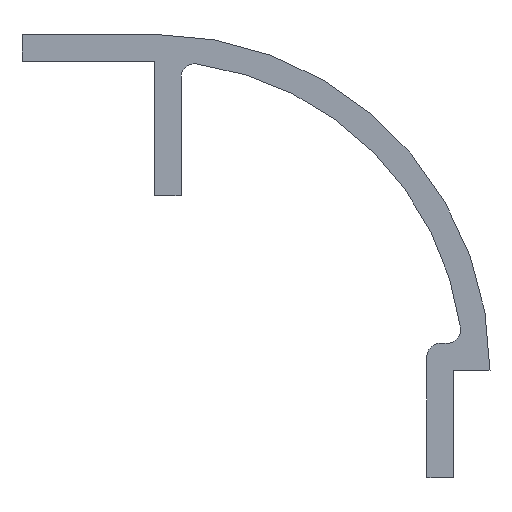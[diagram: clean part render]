
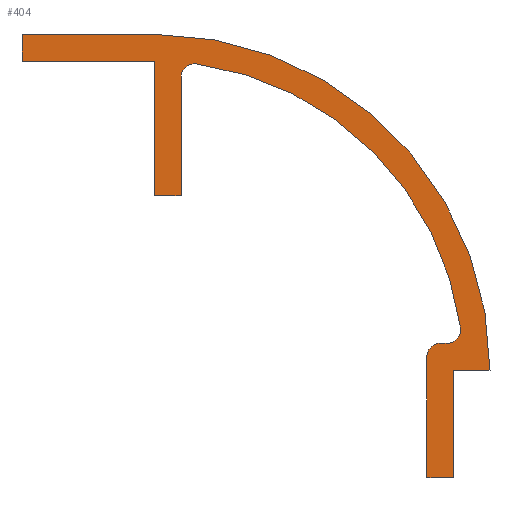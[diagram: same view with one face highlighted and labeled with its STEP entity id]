
A CAD part, front view. The second image highlights one B-rep face of the part: STEP entity #404.
In plain terms, the highlighted planar face has unit normal (0, -1, 0).
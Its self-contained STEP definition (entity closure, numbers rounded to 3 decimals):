
#31=PLANE('',#454);
#51=FACE_OUTER_BOUND('',#75,.T.);
#75=EDGE_LOOP('',(#362,#363,#364,#365,#366,#367,#368,#369,#370,#371,#372,
#373,#374,#375,#376,#377));
#90=LINE('',#623,#130);
#95=LINE('',#639,#135);
#97=LINE('',#643,#137);
#99=LINE('',#647,#139);
#101=LINE('',#651,#141);
#103=LINE('',#655,#143);
#105=LINE('',#659,#145);
#108=LINE('',#667,#148);
#110=LINE('',#671,#150);
#112=LINE('',#675,#152);
#114=LINE('',#679,#154);
#130=VECTOR('',#501,10.);
#135=VECTOR('',#520,10.);
#137=VECTOR('',#524,10.);
#139=VECTOR('',#528,10.);
#141=VECTOR('',#532,10.);
#143=VECTOR('',#536,10.);
#145=VECTOR('',#540,10.);
#148=VECTOR('',#549,10.);
#150=VECTOR('',#553,10.);
#152=VECTOR('',#557,10.);
#154=VECTOR('',#561,10.);
#167=CIRCLE('',#435,1.);
#168=CIRCLE('',#437,23.019);
#169=CIRCLE('',#439,1.);
#170=CIRCLE('',#447,25.);
#171=CIRCLE('',#453,1.);
#194=VERTEX_POINT('',#620);
#195=VERTEX_POINT('',#622);
#196=VERTEX_POINT('',#626);
#197=VERTEX_POINT('',#630);
#198=VERTEX_POINT('',#634);
#199=VERTEX_POINT('',#638);
#200=VERTEX_POINT('',#642);
#201=VERTEX_POINT('',#646);
#202=VERTEX_POINT('',#650);
#203=VERTEX_POINT('',#654);
#204=VERTEX_POINT('',#658);
#205=VERTEX_POINT('',#662);
#206=VERTEX_POINT('',#666);
#207=VERTEX_POINT('',#670);
#208=VERTEX_POINT('',#674);
#209=VERTEX_POINT('',#678);
#235=EDGE_CURVE('',#195,#194,#90,.T.);
#237=EDGE_CURVE('',#196,#195,#167,.T.);
#239=EDGE_CURVE('',#197,#196,#168,.T.);
#241=EDGE_CURVE('',#198,#197,#169,.T.);
#243=EDGE_CURVE('',#199,#198,#95,.T.);
#245=EDGE_CURVE('',#200,#199,#97,.T.);
#247=EDGE_CURVE('',#201,#200,#99,.T.);
#249=EDGE_CURVE('',#202,#201,#101,.T.);
#251=EDGE_CURVE('',#203,#202,#103,.T.);
#253=EDGE_CURVE('',#204,#203,#105,.T.);
#255=EDGE_CURVE('',#205,#204,#170,.T.);
#257=EDGE_CURVE('',#206,#205,#108,.T.);
#259=EDGE_CURVE('',#207,#206,#110,.T.);
#261=EDGE_CURVE('',#208,#207,#112,.T.);
#263=EDGE_CURVE('',#209,#208,#114,.T.);
#265=EDGE_CURVE('',#194,#209,#171,.T.);
#362=ORIENTED_EDGE('',*,*,#265,.T.);
#363=ORIENTED_EDGE('',*,*,#263,.T.);
#364=ORIENTED_EDGE('',*,*,#261,.T.);
#365=ORIENTED_EDGE('',*,*,#259,.T.);
#366=ORIENTED_EDGE('',*,*,#257,.T.);
#367=ORIENTED_EDGE('',*,*,#255,.T.);
#368=ORIENTED_EDGE('',*,*,#253,.T.);
#369=ORIENTED_EDGE('',*,*,#251,.T.);
#370=ORIENTED_EDGE('',*,*,#249,.T.);
#371=ORIENTED_EDGE('',*,*,#247,.T.);
#372=ORIENTED_EDGE('',*,*,#245,.T.);
#373=ORIENTED_EDGE('',*,*,#243,.T.);
#374=ORIENTED_EDGE('',*,*,#241,.T.);
#375=ORIENTED_EDGE('',*,*,#239,.T.);
#376=ORIENTED_EDGE('',*,*,#237,.T.);
#377=ORIENTED_EDGE('',*,*,#235,.T.);
#404=ADVANCED_FACE('',(#51),#31,.T.);
#435=AXIS2_PLACEMENT_3D('',#627,#505,#506);
#437=AXIS2_PLACEMENT_3D('',#631,#510,#511);
#439=AXIS2_PLACEMENT_3D('',#635,#515,#516);
#447=AXIS2_PLACEMENT_3D('',#663,#544,#545);
#453=AXIS2_PLACEMENT_3D('',#682,#565,#566);
#454=AXIS2_PLACEMENT_3D('',#683,#567,#568);
#501=DIRECTION('',(-1.,0.,0.));
#505=DIRECTION('center_axis',(0.,1.,0.));
#506=DIRECTION('ref_axis',(0.,0.,-1.));
#510=DIRECTION('center_axis',(0.,1.,0.));
#511=DIRECTION('ref_axis',(0.991,0.,0.136));
#515=DIRECTION('center_axis',(0.,1.,0.));
#516=DIRECTION('ref_axis',(0.136,0.,0.991));
#520=DIRECTION('',(0.,0.,1.));
#524=DIRECTION('',(1.,0.,0.));
#528=DIRECTION('',(0.,0.,-1.));
#532=DIRECTION('',(1.,0.,0.));
#536=DIRECTION('',(0.,0.,-1.));
#540=DIRECTION('',(-1.,0.,0.));
#544=DIRECTION('center_axis',(0.,-1.,0.));
#545=DIRECTION('ref_axis',(1.,0.,0.));
#549=DIRECTION('',(1.,0.,0.));
#553=DIRECTION('',(0.,0.,1.));
#557=DIRECTION('',(1.,0.,0.));
#561=DIRECTION('',(0.,0.,-1.));
#565=DIRECTION('center_axis',(0.,-1.,0.));
#566=DIRECTION('ref_axis',(0.,0.,1.));
#567=DIRECTION('center_axis',(0.,-1.,0.));
#568=DIRECTION('ref_axis',(1.,0.,0.));
#620=CARTESIAN_POINT('',(242.262,-114.859,168.478));
#622=CARTESIAN_POINT('',(242.777,-114.859,168.478));
#623=CARTESIAN_POINT('',(235.62,-114.859,168.478));
#626=CARTESIAN_POINT('',(243.767,-114.859,169.614));
#627=CARTESIAN_POINT('Origin',(242.777,-114.859,169.478));
#630=CARTESIAN_POINT('',(224.099,-114.859,189.282));
#631=CARTESIAN_POINT('Origin',(220.963,-114.859,166.478));
#634=CARTESIAN_POINT('',(222.963,-114.859,188.292));
#635=CARTESIAN_POINT('Origin',(223.963,-114.859,188.292));
#638=CARTESIAN_POINT('',(222.963,-114.859,179.477));
#639=CARTESIAN_POINT('',(222.963,-114.859,177.227));
#642=CARTESIAN_POINT('',(220.963,-114.859,179.477));
#643=CARTESIAN_POINT('',(224.713,-114.859,179.477));
#646=CARTESIAN_POINT('',(220.963,-114.859,189.477));
#647=CARTESIAN_POINT('',(220.963,-114.859,182.227));
#650=CARTESIAN_POINT('',(211.109,-114.859,189.477));
#651=CARTESIAN_POINT('',(219.713,-114.859,189.477));
#654=CARTESIAN_POINT('',(211.109,-114.859,191.477));
#655=CARTESIAN_POINT('',(211.108,-114.859,183.227));
#658=CARTESIAN_POINT('',(221.108,-114.859,191.477));
#659=CARTESIAN_POINT('',(224.785,-114.859,191.477));
#662=CARTESIAN_POINT('',(245.963,-114.859,166.478));
#663=CARTESIAN_POINT('Origin',(220.963,-114.859,166.478));
#666=CARTESIAN_POINT('',(243.262,-114.859,166.478));
#667=CARTESIAN_POINT('',(235.863,-114.859,166.478));
#670=CARTESIAN_POINT('',(243.262,-114.859,158.478));
#671=CARTESIAN_POINT('',(243.262,-114.859,166.728));
#674=CARTESIAN_POINT('',(241.262,-114.859,158.478));
#675=CARTESIAN_POINT('',(234.863,-114.859,158.478));
#678=CARTESIAN_POINT('',(241.262,-114.859,167.478));
#679=CARTESIAN_POINT('',(241.262,-114.859,171.228));
#682=CARTESIAN_POINT('Origin',(242.262,-114.859,167.478));
#683=CARTESIAN_POINT('Origin',(228.463,-114.859,174.978));
